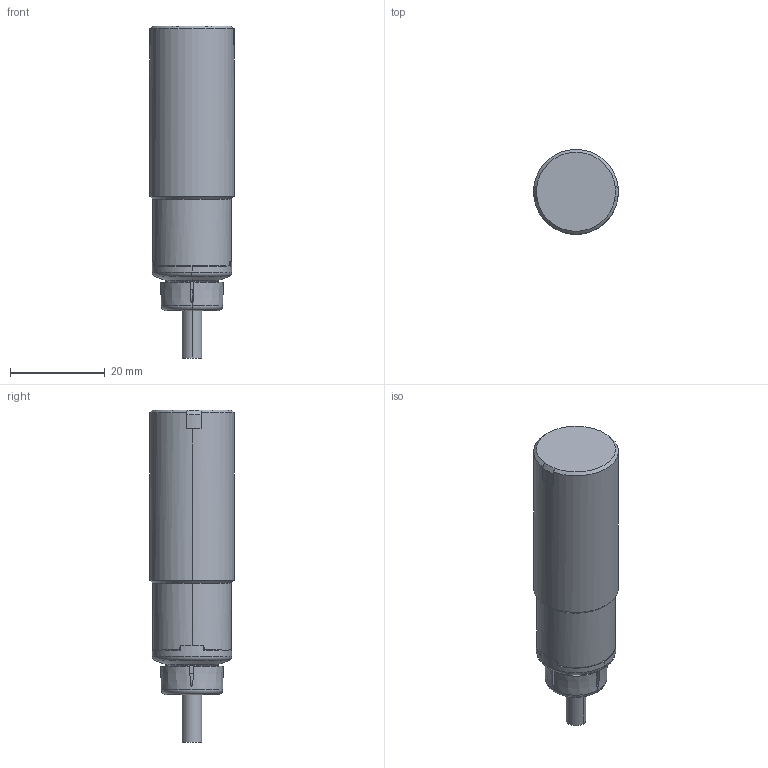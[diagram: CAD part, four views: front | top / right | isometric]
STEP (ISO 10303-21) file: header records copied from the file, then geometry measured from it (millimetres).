
FILE_DESCRIPTION((''),'2;1');
FILE_NAME('056','2021-03-08T17:13:44',('axu'),(''),'CREO PARAMETRIC BY PTC INC, 2019292','CREO PARAMETRIC BY PTC INC, 2019292','');
FILE_SCHEMA(('CONFIG_CONTROL_DESIGN','SHAPE_APPEARANCE_LAYERS_GROUPS'));
Length unit declared in the file: millimetre
Products named in the file (1): 056
Bounding box: 17.88 x 17.88 x 70 mm (x, y, z)
Volume: 13654.3 mm3; surface area: 4357.9 mm2
Topology: 1 solids, 2 shells, 205 faces, 595 edges, 385 vertices
Faces by surface type: plane 73, cylinder 70, cone 24, torus 18, bspline 18, sphere 2
Entity records: 10309 total; most frequent: CARTESIAN_POINT 2607, ORIENTED_EDGE 1180, DIRECTION 1075, EDGE_CURVE 590, AXIS2_PLACEMENT_3D 434, FILL_AREA_STYLE_COLOUR 377, FILL_AREA_STYLE 377, SURFACE_STYLE_FILL_AREA 377
